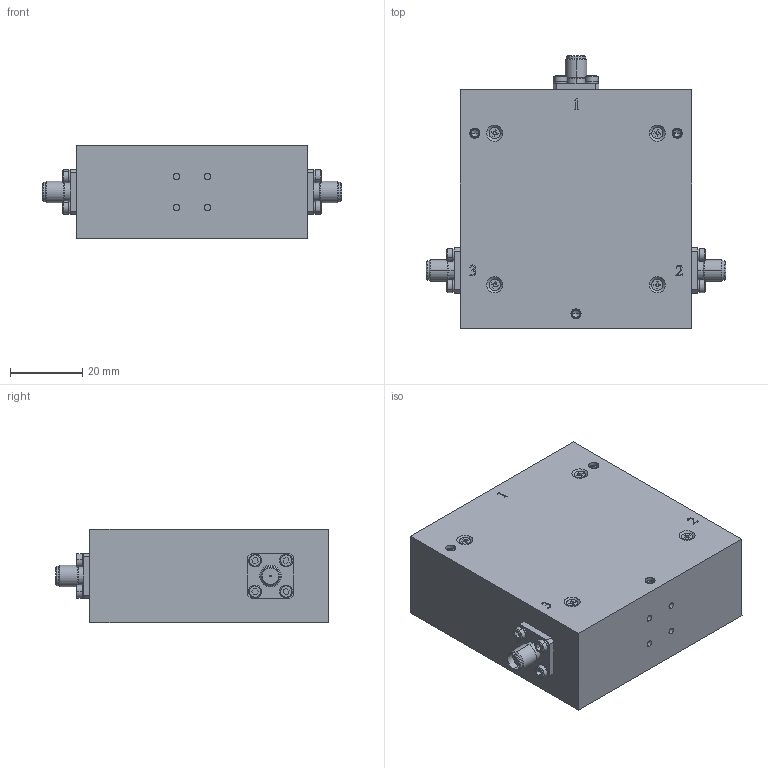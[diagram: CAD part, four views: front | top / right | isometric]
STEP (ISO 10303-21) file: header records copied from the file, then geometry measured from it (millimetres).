
FILE_DESCRIPTION (( 'STEP AP214' ), '1' );
FILE_NAME ('FMCR1041_3D.step', '2025-04-17T16:53:15', ( '' ), ( '' ), 'SwSTEP 2.0', 'SolidWorks 2022', '' );
FILE_SCHEMA (( 'AUTOMOTIVE_DESIGN' ));
Length unit declared in the file: millimetre
Products named in the file (1): FMCR1041_3D
Bounding box: 83 x 75.5 x 25.99 mm (x, y, z)
Volume: 110184.3 mm3; surface area: 19293.2 mm2
Topology: 1 solids, 24 shells, 942 faces, 2319 edges, 1457 vertices
Faces by surface type: plane 480, cylinder 314, cone 124, torus 24
Entity records: 27498 total; most frequent: CARTESIAN_POINT 4903, DIRECTION 4864, ORIENTED_EDGE 4550, EDGE_CURVE 2275, AXIS2_PLACEMENT_3D 1718, VERTEX_POINT 1457, VECTOR 1428, LINE 1428
